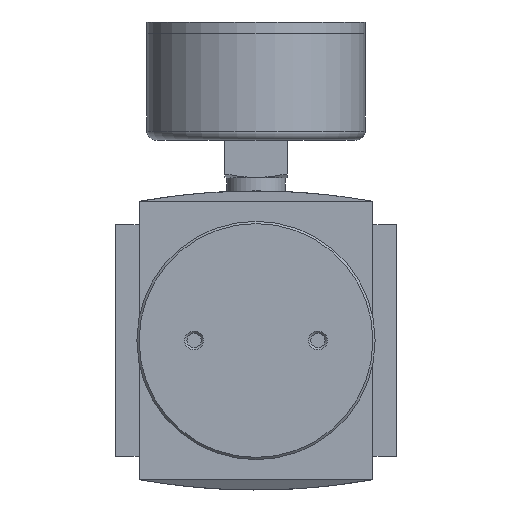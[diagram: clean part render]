
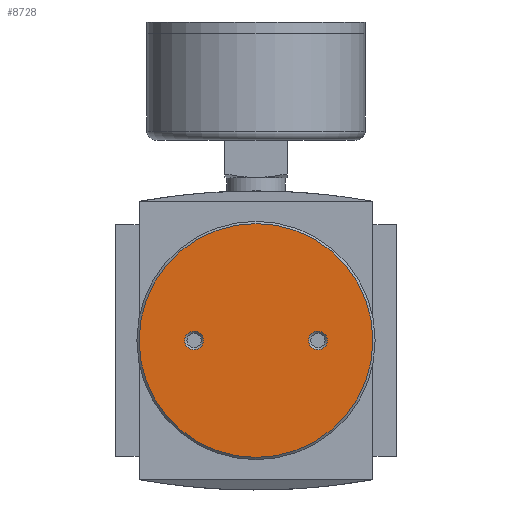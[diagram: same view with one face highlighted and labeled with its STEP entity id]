
A CAD part, front view. The second image highlights one B-rep face of the part: STEP entity #8728.
In plain terms, the highlighted planar face has unit normal (0, -1, 0).
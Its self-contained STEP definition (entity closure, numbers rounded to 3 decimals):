
#1625=PLANE('',#9327);
#1785=FACE_BOUND('',#2971,.T.);
#1786=FACE_BOUND('',#2972,.T.);
#1915=CIRCLE('',#9326,26.25);
#1916=CIRCLE('',#9328,2.1);
#1917=CIRCLE('',#9329,2.1);
#2433=FACE_OUTER_BOUND('',#2970,.T.);
#2970=EDGE_LOOP('',(#6466));
#2971=EDGE_LOOP('',(#6467));
#2972=EDGE_LOOP('',(#6468));
#3736=VERTEX_POINT('',#13542);
#3737=VERTEX_POINT('',#13545);
#3738=VERTEX_POINT('',#13547);
#4720=EDGE_CURVE('',#3736,#3736,#1915,.T.);
#4721=EDGE_CURVE('',#3737,#3737,#1916,.T.);
#4722=EDGE_CURVE('',#3738,#3738,#1917,.F.);
#6466=ORIENTED_EDGE('',*,*,#4720,.T.);
#6467=ORIENTED_EDGE('',*,*,#4721,.F.);
#6468=ORIENTED_EDGE('',*,*,#4722,.F.);
#8728=ADVANCED_FACE('',(#2433,#1785,#1786),#1625,.F.);
#9326=AXIS2_PLACEMENT_3D('',#13543,#10962,#10963);
#9327=AXIS2_PLACEMENT_3D('',#13544,#10964,#10965);
#9328=AXIS2_PLACEMENT_3D('',#13546,#10966,#10967);
#9329=AXIS2_PLACEMENT_3D('',#13548,#10968,#10969);
#10962=DIRECTION('center_axis',(0.,-1.,0.));
#10963=DIRECTION('ref_axis',(0.,0.,-1.));
#10964=DIRECTION('center_axis',(0.,1.,0.));
#10965=DIRECTION('ref_axis',(0.,0.,1.));
#10966=DIRECTION('center_axis',(0.,-1.,0.));
#10967=DIRECTION('ref_axis',(0.,0.,-1.));
#10968=DIRECTION('center_axis',(0.,1.,0.));
#10969=DIRECTION('ref_axis',(0.,0.,1.));
#13542=CARTESIAN_POINT('',(0.,-40.,-26.25));
#13543=CARTESIAN_POINT('Origin',(0.,-40.,0.));
#13544=CARTESIAN_POINT('Origin',(26.25,-40.,0.));
#13545=CARTESIAN_POINT('',(-13.9,-40.,-2.1));
#13546=CARTESIAN_POINT('Origin',(-13.9,-40.,0.));
#13547=CARTESIAN_POINT('',(13.9,-40.,2.1));
#13548=CARTESIAN_POINT('Origin',(13.9,-40.,0.));
